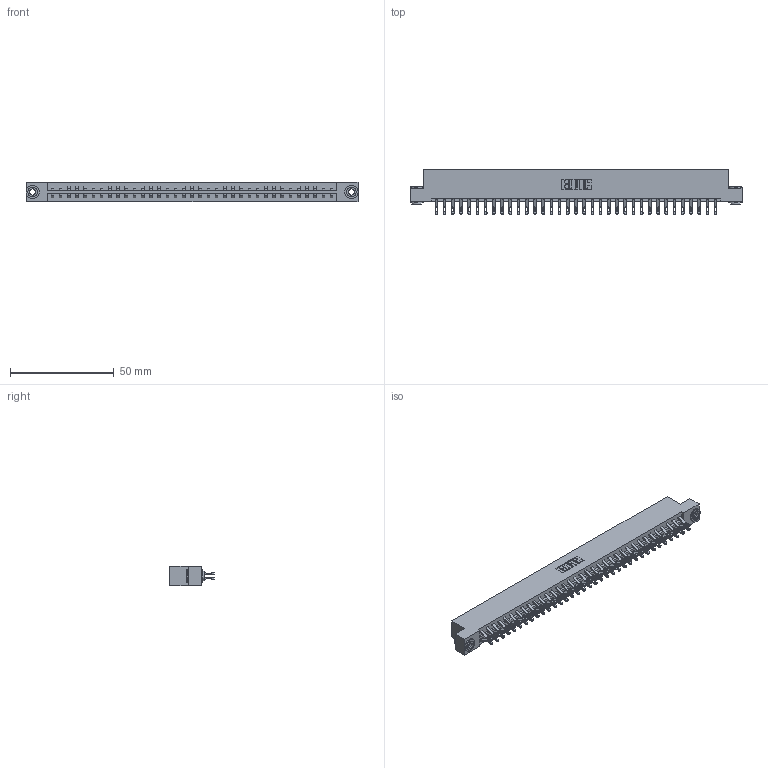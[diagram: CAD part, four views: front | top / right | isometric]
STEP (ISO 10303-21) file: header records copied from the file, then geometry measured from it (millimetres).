
FILE_DESCRIPTION (( 'STEP AP203' ), '1' );
FILE_NAME ('833-070-555-203.STEP', '2020-06-05T12:51:30', ( '' ), ( '' ), 'SwSTEP 2.0', 'SolidWorks 2020', '' );
FILE_SCHEMA (( 'CONFIG_CONTROL_DESIGN' ));
Length unit declared in the file: inch
Products named in the file (4): 345-250-002_345-250-002-102; 833 Part_Flush - .156 Dia - TH; 345-292-001_555 Tail; 833-070-555-203
Assembly tree (73 placements, depth 2):
  833-070-555-203
    833 Part_Flush - .156 Dia - TH
    345-292-001_555 Tail  x70
    345-250-002_345-250-002-102  x2
Bounding box: 160.22 x 21.47 x 9.4 mm (x, y, z)
Volume: 16514.8 mm3; surface area: 20429.6 mm2
Topology: 73 solids, 73 shells, 4212 faces, 13197 edges, 8794 vertices
Faces by surface type: plane 2460, cylinder 1744, cone 8
Entity records: 24398 total; most frequent: CARTESIAN_POINT 4063, ORIENTED_EDGE 3962, DIRECTION 3487, EDGE_CURVE 1981, LINE 1809, VECTOR 1809, VERTEX_POINT 1318, AXIS2_PLACEMENT_3D 839
